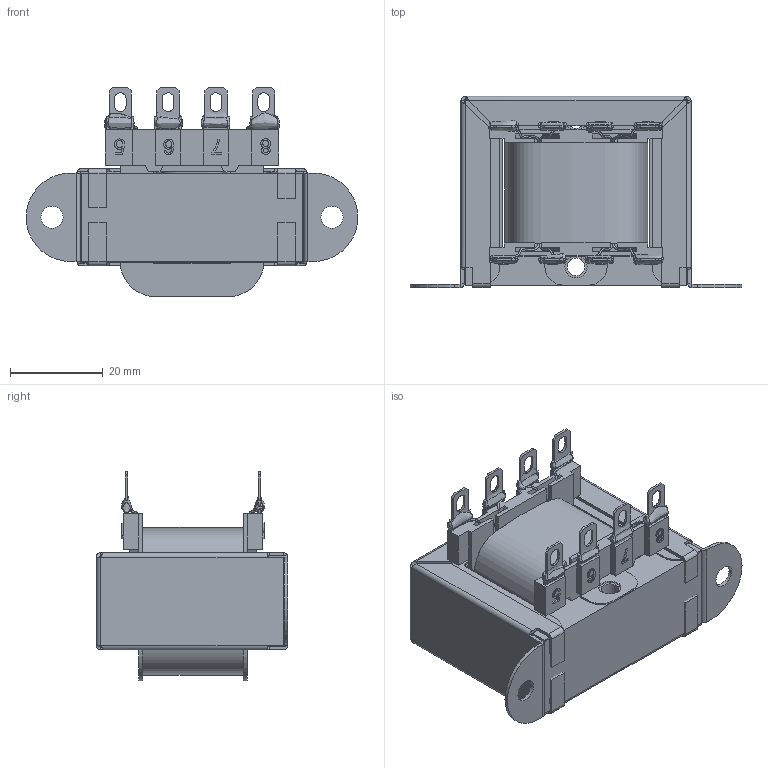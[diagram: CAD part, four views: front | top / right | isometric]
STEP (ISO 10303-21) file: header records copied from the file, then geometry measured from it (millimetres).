
FILE_DESCRIPTION(/* description */ (''),/* implementation_level */ '2;1');
FILE_NAME(/* name */ '15000-EI063-075-18.step',/* time_stamp */ '2024-01-18T11:07:36-07:00',/* author */ (''),/* organization */ (''),/* preprocessor_version */ 'ST-DEVELOPER v20',/* originating_system */ 'Autodesk Translation Framework v12.14.0.127',/* authorisation */ '');
FILE_SCHEMA (('AUTOMOTIVE_DESIGN { 1 0 10303 214 3 1 1 }'));
Products named in the file (7): 15000-EI063-075-18; 20000-B063-075-18* v17; 20000-EI063 v3; 20000-C063-075-1H v4; C063-075-1H (1); C063-075-1H; T8 Terminals v2
Assembly tree (6 placements, depth 4):
  15000-EI063-075-18
    20000-B063-075-18* v17
    20000-EI063 v3
    20000-C063-075-1H v4
      C063-075-1H (1)
        C063-075-1H
    T8 Terminals v2
Bounding box: 71.44 x 41.21 x 45.07 mm (x, y, z)
Volume: 47704.1 mm3; surface area: 43926.9 mm2
Topology: 32 solids, 32 shells, 1307 faces, 3541 edges, 2308 vertices
Faces by surface type: plane 948, bspline 197, cylinder 162
Full cylindrical faces by diameter (mm): 3.81 x2, 4.762 x6
Entity records: 60113 total; most frequent: CARTESIAN_POINT 28050, ORIENTED_EDGE 7082, DIRECTION 5701, EDGE_CURVE 3541, LINE 2823, VECTOR 2823, VERTEX_POINT 2308, AXIS2_PLACEMENT_3D 1439
